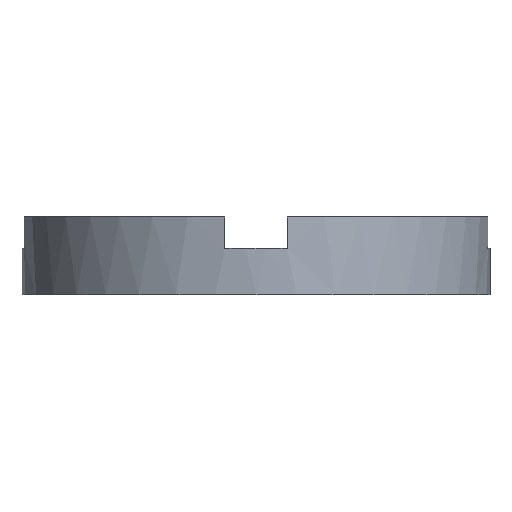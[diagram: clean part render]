
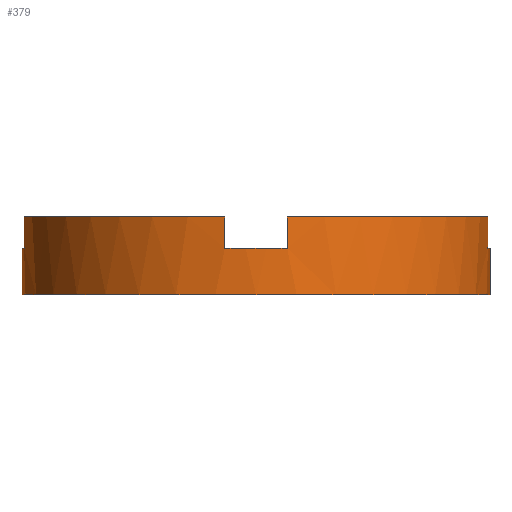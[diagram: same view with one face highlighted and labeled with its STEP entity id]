
A CAD part, front view. The second image highlights one B-rep face of the part: STEP entity #379.
In plain terms, the highlighted cylindrical face has radius 7.5 mm (diameter 15 mm), a partial arc.
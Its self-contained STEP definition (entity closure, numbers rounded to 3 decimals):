
#4 = CIRCLE ( 'NONE', #111, 7.5 ) ;
#9 = LINE ( 'NONE', #638, #521 ) ;
#13 = CARTESIAN_POINT ( 'NONE',  ( 1., -7.433, 2.5 ) ) ;
#26 = VERTEX_POINT ( 'NONE', #13 ) ;
#33 = VERTEX_POINT ( 'NONE', #80 ) ;
#40 = DIRECTION ( 'NONE',  ( 0., 0., -1. ) ) ;
#42 = VERTEX_POINT ( 'NONE', #176 ) ;
#43 = DIRECTION ( 'NONE',  ( 1., 0., 0. ) ) ;
#46 = ORIENTED_EDGE ( 'NONE', *, *, #508, .F. ) ;
#47 = DIRECTION ( 'NONE',  ( 0., 0., 1. ) ) ;
#65 = DIRECTION ( 'NONE',  ( 1., 0., 0. ) ) ;
#70 = DIRECTION ( 'NONE',  ( 0., 0., -1. ) ) ;
#77 = CARTESIAN_POINT ( 'NONE',  ( -7.5, 0., 2.5 ) ) ;
#80 = CARTESIAN_POINT ( 'NONE',  ( -7.5, 0., 1.5 ) ) ;
#87 = AXIS2_PLACEMENT_3D ( 'NONE', #238, #118, #194 ) ;
#96 = CARTESIAN_POINT ( 'NONE',  ( 1., -7.433, 1.5 ) ) ;
#111 = AXIS2_PLACEMENT_3D ( 'NONE', #696, #334, #149 ) ;
#118 = DIRECTION ( 'NONE',  ( 0., 0., 1. ) ) ;
#120 = AXIS2_PLACEMENT_3D ( 'NONE', #644, #647, #65 ) ;
#126 = ORIENTED_EDGE ( 'NONE', *, *, #405, .T. ) ;
#132 = EDGE_CURVE ( 'NONE', #281, #610, #438, .T. ) ;
#136 = DIRECTION ( 'NONE',  ( 0., 0., 1. ) ) ;
#148 = ORIENTED_EDGE ( 'NONE', *, *, #635, .F. ) ;
#149 = DIRECTION ( 'NONE',  ( 1., 0., 0. ) ) ;
#156 = CARTESIAN_POINT ( 'NONE',  ( 7.5, 0., 2.5 ) ) ;
#170 = CIRCLE ( 'NONE', #232, 7.5 ) ;
#171 = AXIS2_PLACEMENT_3D ( 'NONE', #589, #691, #631 ) ;
#173 = CIRCLE ( 'NONE', #171, 7.5 ) ;
#176 = CARTESIAN_POINT ( 'NONE',  ( 7.433, -1., 2.5 ) ) ;
#194 = DIRECTION ( 'NONE',  ( 1., 0., 0. ) ) ;
#196 = VECTOR ( 'NONE', #622, 1000. ) ;
#198 = EDGE_CURVE ( 'NONE', #291, #610, #723, .T. ) ;
#203 = VECTOR ( 'NONE', #40, 1000. ) ;
#213 = CARTESIAN_POINT ( 'NONE',  ( -1., -7.433, 1.5 ) ) ;
#217 = DIRECTION ( 'NONE',  ( 1., 0., 0. ) ) ;
#232 = AXIS2_PLACEMENT_3D ( 'NONE', #755, #47, #217 ) ;
#233 = VECTOR ( 'NONE', #530, 1000. ) ;
#238 = CARTESIAN_POINT ( 'NONE',  ( 0., 0., 1.5 ) ) ;
#258 = LINE ( 'NONE', #156, #233 ) ;
#262 = ORIENTED_EDGE ( 'NONE', *, *, #754, .F. ) ;
#268 = AXIS2_PLACEMENT_3D ( 'NONE', #365, #70, #737 ) ;
#272 = VERTEX_POINT ( 'NONE', #96 ) ;
#281 = VERTEX_POINT ( 'NONE', #688 ) ;
#287 = EDGE_CURVE ( 'NONE', #291, #272, #698, .T. ) ;
#288 = ORIENTED_EDGE ( 'NONE', *, *, #351, .F. ) ;
#291 = VERTEX_POINT ( 'NONE', #213 ) ;
#293 = VERTEX_POINT ( 'NONE', #578 ) ;
#310 = VERTEX_POINT ( 'NONE', #368 ) ;
#334 = DIRECTION ( 'NONE',  ( 0., 0., 1. ) ) ;
#335 = EDGE_CURVE ( 'NONE', #389, #310, #170, .T. ) ;
#345 = DIRECTION ( 'NONE',  ( 0., 0., 1. ) ) ;
#347 = ORIENTED_EDGE ( 'NONE', *, *, #287, .F. ) ;
#350 = VERTEX_POINT ( 'NONE', #514 ) ;
#351 = EDGE_CURVE ( 'NONE', #26, #42, #173, .T. ) ;
#361 = CARTESIAN_POINT ( 'NONE',  ( 7.433, -1., 1.5 ) ) ;
#365 = CARTESIAN_POINT ( 'NONE',  ( 0., 0., 2.5 ) ) ;
#366 = AXIS2_PLACEMENT_3D ( 'NONE', #471, #136, #43 ) ;
#368 = CARTESIAN_POINT ( 'NONE',  ( 7.5, 0., 0. ) ) ;
#376 = EDGE_CURVE ( 'NONE', #272, #26, #453, .T. ) ;
#379 = ADVANCED_FACE ( 'NONE', ( #702 ), #717, .T. ) ;
#389 = VERTEX_POINT ( 'NONE', #752 ) ;
#405 = EDGE_CURVE ( 'NONE', #33, #389, #741, .T. ) ;
#438 = CIRCLE ( 'NONE', #120, 7.5 ) ;
#449 = VERTEX_POINT ( 'NONE', #361 ) ;
#453 = LINE ( 'NONE', #587, #687 ) ;
#460 = EDGE_CURVE ( 'NONE', #449, #350, #731, .T. ) ;
#471 = CARTESIAN_POINT ( 'NONE',  ( 0., 0., 1.5 ) ) ;
#485 = CARTESIAN_POINT ( 'NONE',  ( -1., -7.433, 1.5 ) ) ;
#508 = EDGE_CURVE ( 'NONE', #293, #281, #728, .T. ) ;
#514 = CARTESIAN_POINT ( 'NONE',  ( 7.5, 0., 1.5 ) ) ;
#521 = VECTOR ( 'NONE', #345, 1000. ) ;
#530 = DIRECTION ( 'NONE',  ( 0., 0., -1. ) ) ;
#559 = ORIENTED_EDGE ( 'NONE', *, *, #376, .F. ) ;
#564 = EDGE_LOOP ( 'NONE', ( #262, #661, #618, #288, #559, #347, #608, #724, #46, #148, #126, #677 ) ) ;
#578 = CARTESIAN_POINT ( 'NONE',  ( -7.433, -1., 1.5 ) ) ;
#581 = CARTESIAN_POINT ( 'NONE',  ( -7.433, -1., 1.5 ) ) ;
#587 = CARTESIAN_POINT ( 'NONE',  ( 1., -7.433, 1.5 ) ) ;
#589 = CARTESIAN_POINT ( 'NONE',  ( 0., 0., 2.5 ) ) ;
#595 = CARTESIAN_POINT ( 'NONE',  ( -1., -7.433, 2.5 ) ) ;
#608 = ORIENTED_EDGE ( 'NONE', *, *, #198, .T. ) ;
#610 = VERTEX_POINT ( 'NONE', #595 ) ;
#618 = ORIENTED_EDGE ( 'NONE', *, *, #783, .T. ) ;
#622 = DIRECTION ( 'NONE',  ( 0., 0., 1. ) ) ;
#626 = DIRECTION ( 'NONE',  ( 0., 0., 1. ) ) ;
#631 = DIRECTION ( 'NONE',  ( 1., 0., 0. ) ) ;
#635 = EDGE_CURVE ( 'NONE', #33, #293, #4, .T. ) ;
#638 = CARTESIAN_POINT ( 'NONE',  ( 7.433, -1., 1.5 ) ) ;
#644 = CARTESIAN_POINT ( 'NONE',  ( 0., 0., 2.5 ) ) ;
#647 = DIRECTION ( 'NONE',  ( 0., 0., 1. ) ) ;
#661 = ORIENTED_EDGE ( 'NONE', *, *, #460, .F. ) ;
#677 = ORIENTED_EDGE ( 'NONE', *, *, #335, .T. ) ;
#687 = VECTOR ( 'NONE', #626, 1000. ) ;
#688 = CARTESIAN_POINT ( 'NONE',  ( -7.433, -1., 2.5 ) ) ;
#691 = DIRECTION ( 'NONE',  ( 0., 0., 1. ) ) ;
#696 = CARTESIAN_POINT ( 'NONE',  ( 0., 0., 1.5 ) ) ;
#698 = CIRCLE ( 'NONE', #366, 7.5 ) ;
#702 = FACE_OUTER_BOUND ( 'NONE', #564, .T. ) ;
#717 = CYLINDRICAL_SURFACE ( 'NONE', #268, 7.5 ) ;
#718 = VECTOR ( 'NONE', #730, 1000. ) ;
#723 = LINE ( 'NONE', #485, #718 ) ;
#724 = ORIENTED_EDGE ( 'NONE', *, *, #132, .F. ) ;
#728 = LINE ( 'NONE', #581, #196 ) ;
#730 = DIRECTION ( 'NONE',  ( 0., 0., 1. ) ) ;
#731 = CIRCLE ( 'NONE', #87, 7.5 ) ;
#737 = DIRECTION ( 'NONE',  ( -1., 0., 0. ) ) ;
#741 = LINE ( 'NONE', #77, #203 ) ;
#752 = CARTESIAN_POINT ( 'NONE',  ( -7.5, 0., 0. ) ) ;
#754 = EDGE_CURVE ( 'NONE', #350, #310, #258, .T. ) ;
#755 = CARTESIAN_POINT ( 'NONE',  ( 0., 0., 0. ) ) ;
#783 = EDGE_CURVE ( 'NONE', #449, #42, #9, .T. ) ;
